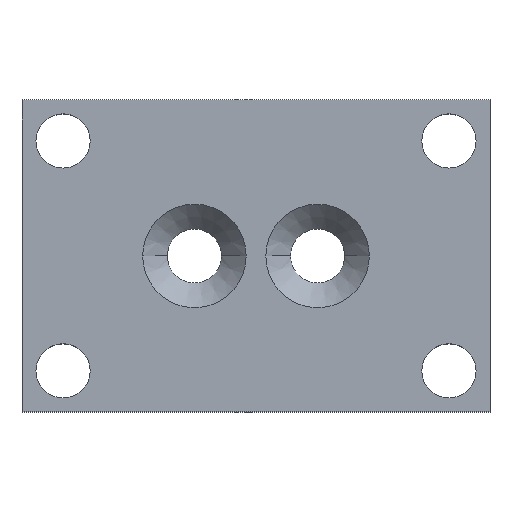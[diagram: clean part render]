
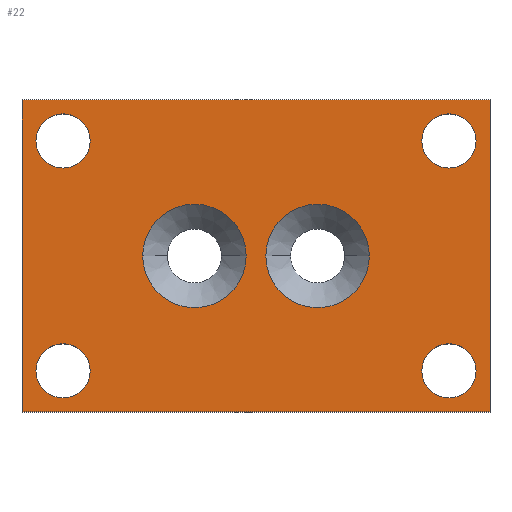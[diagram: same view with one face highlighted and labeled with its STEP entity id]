
A CAD part, top view. The second image highlights one B-rep face of the part: STEP entity #22.
In plain terms, the highlighted planar face has unit normal (0, 0, 1).
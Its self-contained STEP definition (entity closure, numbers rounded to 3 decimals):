
#7 = AXIS2_PLACEMENT_3D ( 'NONE', #569, #333, #390 ) ;
#10 = CIRCLE ( 'NONE', #541, 6.3 ) ;
#12 = DIRECTION ( 'NONE',  ( 0., -1., 0. ) ) ;
#17 = EDGE_CURVE ( 'NONE', #258, #385, #10, .T. ) ;
#22 = ADVANCED_FACE ( 'NONE', ( #315, #734, #582, #425, #697, #174, #691 ), #776, .T. ) ;
#27 = EDGE_LOOP ( 'NONE', ( #370, #294 ) ) ;
#29 = DIRECTION ( 'NONE',  ( -1., 0., 0. ) ) ;
#30 = DIRECTION ( 'NONE',  ( 1., 0., 0. ) ) ;
#33 = ORIENTED_EDGE ( 'NONE', *, *, #733, .F. ) ;
#39 = EDGE_CURVE ( 'NONE', #467, #394, #565, .T. ) ;
#49 = DIRECTION ( 'NONE',  ( 1., 0., 0. ) ) ;
#50 = EDGE_CURVE ( 'NONE', #474, #613, #493, .T. ) ;
#51 = CARTESIAN_POINT ( 'NONE',  ( 7.5, 0., 9. ) ) ;
#60 = VERTEX_POINT ( 'NONE', #424 ) ;
#62 = AXIS2_PLACEMENT_3D ( 'NONE', #471, #114, #229 ) ;
#63 = CIRCLE ( 'NONE', #749, 3.3 ) ;
#67 = VERTEX_POINT ( 'NONE', #361 ) ;
#80 = CARTESIAN_POINT ( 'NONE',  ( -23.5, 14., 9. ) ) ;
#84 = CARTESIAN_POINT ( 'NONE',  ( 7.5, 0., 9. ) ) ;
#87 = AXIS2_PLACEMENT_3D ( 'NONE', #51, #118, #111 ) ;
#89 = DIRECTION ( 'NONE',  ( 0., 1., 0. ) ) ;
#111 = DIRECTION ( 'NONE',  ( 1., 0., 0. ) ) ;
#114 = DIRECTION ( 'NONE',  ( 0., 0., 1. ) ) ;
#118 = DIRECTION ( 'NONE',  ( 0., 0., 1. ) ) ;
#122 = EDGE_CURVE ( 'NONE', #473, #238, #688, .T. ) ;
#126 = ORIENTED_EDGE ( 'NONE', *, *, #302, .F. ) ;
#134 = CARTESIAN_POINT ( 'NONE',  ( -28.5, -19., 9. ) ) ;
#138 = ORIENTED_EDGE ( 'NONE', *, *, #343, .T. ) ;
#140 = CIRCLE ( 'NONE', #62, 3.3 ) ;
#148 = CARTESIAN_POINT ( 'NONE',  ( 23.5, -14., 9. ) ) ;
#150 = CARTESIAN_POINT ( 'NONE',  ( -26.8, 14., 9. ) ) ;
#151 = AXIS2_PLACEMENT_3D ( 'NONE', #303, #363, #770 ) ;
#159 = VERTEX_POINT ( 'NONE', #267 ) ;
#161 = DIRECTION ( 'NONE',  ( 1., 0., 0. ) ) ;
#174 = FACE_BOUND ( 'NONE', #27, .T. ) ;
#186 = ORIENTED_EDGE ( 'NONE', *, *, #365, .F. ) ;
#189 = EDGE_CURVE ( 'NONE', #613, #474, #244, .T. ) ;
#195 = EDGE_LOOP ( 'NONE', ( #228, #408 ) ) ;
#203 = CARTESIAN_POINT ( 'NONE',  ( -28.5, 19., 9. ) ) ;
#209 = DIRECTION ( 'NONE',  ( 0., 0., 1. ) ) ;
#212 = CARTESIAN_POINT ( 'NONE',  ( -7.5, 0., 9. ) ) ;
#222 = CARTESIAN_POINT ( 'NONE',  ( 20.2, -14., 9. ) ) ;
#223 = VERTEX_POINT ( 'NONE', #203 ) ;
#228 = ORIENTED_EDGE ( 'NONE', *, *, #189, .F. ) ;
#229 = DIRECTION ( 'NONE',  ( 1., 0., 0. ) ) ;
#233 = VERTEX_POINT ( 'NONE', #150 ) ;
#234 = DIRECTION ( 'NONE',  ( 0., 0., 1. ) ) ;
#237 = AXIS2_PLACEMENT_3D ( 'NONE', #581, #502, #458 ) ;
#238 = VERTEX_POINT ( 'NONE', #387 ) ;
#241 = VERTEX_POINT ( 'NONE', #442 ) ;
#244 = CIRCLE ( 'NONE', #440, 3.3 ) ;
#258 = VERTEX_POINT ( 'NONE', #397 ) ;
#260 = LINE ( 'NONE', #564, #621 ) ;
#267 = CARTESIAN_POINT ( 'NONE',  ( 26.8, -14., 9. ) ) ;
#271 = DIRECTION ( 'NONE',  ( 0., 0., 1. ) ) ;
#288 = CIRCLE ( 'NONE', #7, 3.3 ) ;
#290 = EDGE_LOOP ( 'NONE', ( #342, #366 ) ) ;
#291 = DIRECTION ( 'NONE',  ( 0., 0., 1. ) ) ;
#294 = ORIENTED_EDGE ( 'NONE', *, *, #373, .F. ) ;
#295 = CARTESIAN_POINT ( 'NONE',  ( -23.5, -14., 9. ) ) ;
#302 = EDGE_CURVE ( 'NONE', #67, #233, #498, .T. ) ;
#303 = CARTESIAN_POINT ( 'NONE',  ( -23.5, -14., 9. ) ) ;
#315 = FACE_BOUND ( 'NONE', #290, .T. ) ;
#330 = CIRCLE ( 'NONE', #704, 3.3 ) ;
#331 = CARTESIAN_POINT ( 'NONE',  ( -26.8, -14., 9. ) ) ;
#332 = EDGE_LOOP ( 'NONE', ( #780, #382, #138, #551 ) ) ;
#333 = DIRECTION ( 'NONE',  ( 0., 0., 1. ) ) ;
#342 = ORIENTED_EDGE ( 'NONE', *, *, #39, .F. ) ;
#343 = EDGE_CURVE ( 'NONE', #241, #60, #260, .T. ) ;
#351 = ORIENTED_EDGE ( 'NONE', *, *, #721, .F. ) ;
#354 = DIRECTION ( 'NONE',  ( 0., 0., 1. ) ) ;
#361 = CARTESIAN_POINT ( 'NONE',  ( -20.2, 14., 9. ) ) ;
#363 = DIRECTION ( 'NONE',  ( 0., 0., 1. ) ) ;
#365 = EDGE_CURVE ( 'NONE', #159, #739, #63, .T. ) ;
#366 = ORIENTED_EDGE ( 'NONE', *, *, #431, .F. ) ;
#367 = DIRECTION ( 'NONE',  ( 1., 0., 0. ) ) ;
#370 = ORIENTED_EDGE ( 'NONE', *, *, #122, .F. ) ;
#373 = EDGE_CURVE ( 'NONE', #238, #473, #288, .T. ) ;
#374 = VECTOR ( 'NONE', #12, 1000. ) ;
#382 = ORIENTED_EDGE ( 'NONE', *, *, #456, .T. ) ;
#385 = VERTEX_POINT ( 'NONE', #433 ) ;
#387 = CARTESIAN_POINT ( 'NONE',  ( 26.8, 14., 9. ) ) ;
#390 = DIRECTION ( 'NONE',  ( 1., 0., 0. ) ) ;
#394 = VERTEX_POINT ( 'NONE', #744 ) ;
#397 = CARTESIAN_POINT ( 'NONE',  ( 13.8, 0., 9. ) ) ;
#408 = ORIENTED_EDGE ( 'NONE', *, *, #50, .F. ) ;
#418 = AXIS2_PLACEMENT_3D ( 'NONE', #212, #209, #30 ) ;
#421 = CARTESIAN_POINT ( 'NONE',  ( -7.5, 0., 9. ) ) ;
#424 = CARTESIAN_POINT ( 'NONE',  ( 28.5, 19., 9. ) ) ;
#425 = FACE_BOUND ( 'NONE', #543, .T. ) ;
#426 = DIRECTION ( 'NONE',  ( 0., 0., 1. ) ) ;
#427 = DIRECTION ( 'NONE',  ( 0., 0., 1. ) ) ;
#431 = EDGE_CURVE ( 'NONE', #394, #467, #586, .T. ) ;
#433 = CARTESIAN_POINT ( 'NONE',  ( 1.2, 0., 9. ) ) ;
#440 = AXIS2_PLACEMENT_3D ( 'NONE', #295, #291, #699 ) ;
#442 = CARTESIAN_POINT ( 'NONE',  ( 28.5, -19., 9. ) ) ;
#456 = EDGE_CURVE ( 'NONE', #529, #241, #639, .T. ) ;
#458 = DIRECTION ( 'NONE',  ( 1., 0., 0. ) ) ;
#460 = CARTESIAN_POINT ( 'NONE',  ( 23.5, -14., 9. ) ) ;
#467 = VERTEX_POINT ( 'NONE', #707 ) ;
#469 = DIRECTION ( 'NONE',  ( 1., 0., 0. ) ) ;
#471 = CARTESIAN_POINT ( 'NONE',  ( -23.5, 14., 9. ) ) ;
#473 = VERTEX_POINT ( 'NONE', #521 ) ;
#474 = VERTEX_POINT ( 'NONE', #568 ) ;
#478 = LINE ( 'NONE', #748, #483 ) ;
#483 = VECTOR ( 'NONE', #29, 1000. ) ;
#493 = CIRCLE ( 'NONE', #151, 3.3 ) ;
#495 = ORIENTED_EDGE ( 'NONE', *, *, #17, .F. ) ;
#498 = CIRCLE ( 'NONE', #561, 3.3 ) ;
#502 = DIRECTION ( 'NONE',  ( 0., 0., 1. ) ) ;
#509 = DIRECTION ( 'NONE',  ( 1., 0., 0. ) ) ;
#515 = CARTESIAN_POINT ( 'NONE',  ( -28.5, -19., 9. ) ) ;
#517 = CARTESIAN_POINT ( 'NONE',  ( 28.5, -19., 9. ) ) ;
#521 = CARTESIAN_POINT ( 'NONE',  ( 20.2, 14., 9. ) ) ;
#529 = VERTEX_POINT ( 'NONE', #515 ) ;
#535 = LINE ( 'NONE', #134, #374 ) ;
#537 = DIRECTION ( 'NONE',  ( 1., 0., 0. ) ) ;
#540 = ORIENTED_EDGE ( 'NONE', *, *, #616, .F. ) ;
#541 = AXIS2_PLACEMENT_3D ( 'NONE', #84, #354, #161 ) ;
#543 = EDGE_LOOP ( 'NONE', ( #351, #126 ) ) ;
#551 = ORIENTED_EDGE ( 'NONE', *, *, #588, .T. ) ;
#552 = AXIS2_PLACEMENT_3D ( 'NONE', #421, #234, #537 ) ;
#561 = AXIS2_PLACEMENT_3D ( 'NONE', #80, #271, #509 ) ;
#564 = CARTESIAN_POINT ( 'NONE',  ( 28.5, -19., 9. ) ) ;
#565 = CIRCLE ( 'NONE', #552, 6.3 ) ;
#568 = CARTESIAN_POINT ( 'NONE',  ( -20.2, -14., 9. ) ) ;
#569 = CARTESIAN_POINT ( 'NONE',  ( 23.5, 14., 9. ) ) ;
#581 = CARTESIAN_POINT ( 'NONE',  ( 23.5, 14., 9. ) ) ;
#582 = FACE_BOUND ( 'NONE', #740, .T. ) ;
#586 = CIRCLE ( 'NONE', #418, 6.3 ) ;
#588 = EDGE_CURVE ( 'NONE', #60, #223, #478, .T. ) ;
#613 = VERTEX_POINT ( 'NONE', #331 ) ;
#616 = EDGE_CURVE ( 'NONE', #739, #159, #330, .T. ) ;
#621 = VECTOR ( 'NONE', #89, 1000. ) ;
#639 = LINE ( 'NONE', #517, #663 ) ;
#644 = CARTESIAN_POINT ( 'NONE',  ( 0., 0., 9. ) ) ;
#645 = EDGE_LOOP ( 'NONE', ( #495, #33 ) ) ;
#649 = AXIS2_PLACEMENT_3D ( 'NONE', #644, #427, #767 ) ;
#663 = VECTOR ( 'NONE', #469, 1000. ) ;
#674 = EDGE_CURVE ( 'NONE', #223, #529, #535, .T. ) ;
#688 = CIRCLE ( 'NONE', #237, 3.3 ) ;
#691 = FACE_BOUND ( 'NONE', #195, .T. ) ;
#697 = FACE_OUTER_BOUND ( 'NONE', #332, .T. ) ;
#699 = DIRECTION ( 'NONE',  ( 1., 0., 0. ) ) ;
#704 = AXIS2_PLACEMENT_3D ( 'NONE', #148, #743, #49 ) ;
#707 = CARTESIAN_POINT ( 'NONE',  ( -1.2, 0., 9. ) ) ;
#711 = CIRCLE ( 'NONE', #87, 6.3 ) ;
#721 = EDGE_CURVE ( 'NONE', #233, #67, #140, .T. ) ;
#733 = EDGE_CURVE ( 'NONE', #385, #258, #711, .T. ) ;
#734 = FACE_BOUND ( 'NONE', #645, .T. ) ;
#739 = VERTEX_POINT ( 'NONE', #222 ) ;
#740 = EDGE_LOOP ( 'NONE', ( #540, #186 ) ) ;
#743 = DIRECTION ( 'NONE',  ( 0., 0., 1. ) ) ;
#744 = CARTESIAN_POINT ( 'NONE',  ( -13.8, 0., 9. ) ) ;
#748 = CARTESIAN_POINT ( 'NONE',  ( 28.5, 19., 9. ) ) ;
#749 = AXIS2_PLACEMENT_3D ( 'NONE', #460, #426, #367 ) ;
#767 = DIRECTION ( 'NONE',  ( 1., 0., 0. ) ) ;
#770 = DIRECTION ( 'NONE',  ( 1., 0., 0. ) ) ;
#776 = PLANE ( 'NONE',  #649 ) ;
#780 = ORIENTED_EDGE ( 'NONE', *, *, #674, .T. ) ;
